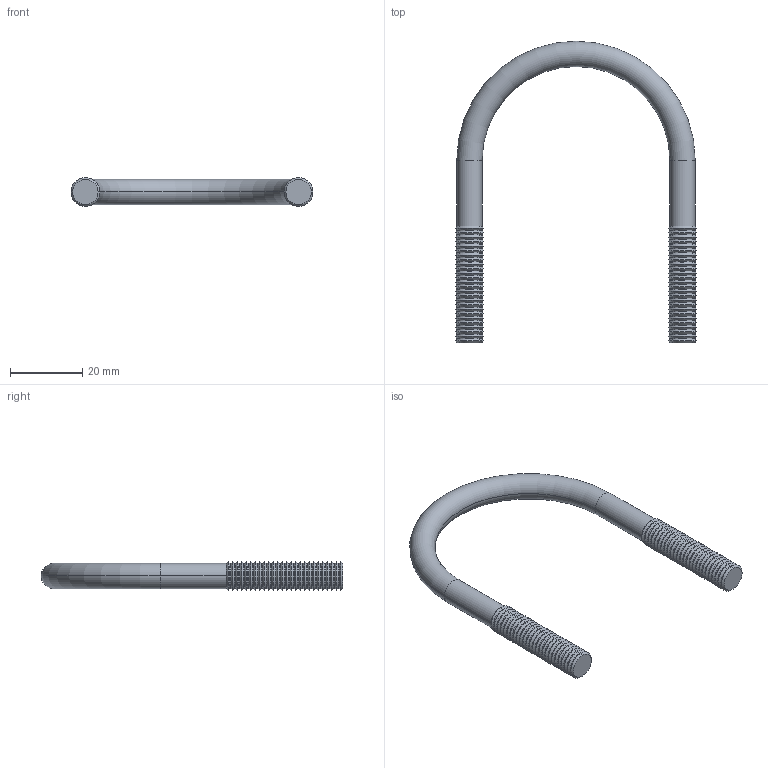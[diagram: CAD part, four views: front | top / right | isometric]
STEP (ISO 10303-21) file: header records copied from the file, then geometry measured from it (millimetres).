
FILE_DESCRIPTION (( 'STEP AP203' ), '1' );
FILE_NAME ('T56600.STEP', '2018-08-02T13:15:08', ( '' ), ( '' ), 'SwSTEP 2.0', 'SolidWorks 2016', '' );
FILE_SCHEMA (( 'CONFIG_CONTROL_DESIGN' ));
Length unit declared in the file: millimetre
Products named in the file (1): T56600
Bounding box: 67 x 83.5 x 8 mm (x, y, z)
Volume: 7753.1 mm3; surface area: 4925.3 mm2
Topology: 1 solids, 1 shells, 316 faces, 834 edges, 520 vertices
Faces by surface type: cone 208, cylinder 104, torus 2, plane 2
Entity records: 10013 total; most frequent: DIRECTION 1990, CARTESIAN_POINT 1671, ORIENTED_EDGE 1668, AXIS2_PLACEMENT_3D 839, EDGE_CURVE 834, CIRCLE 522, VERTEX_POINT 520, EDGE_LOOP 316
